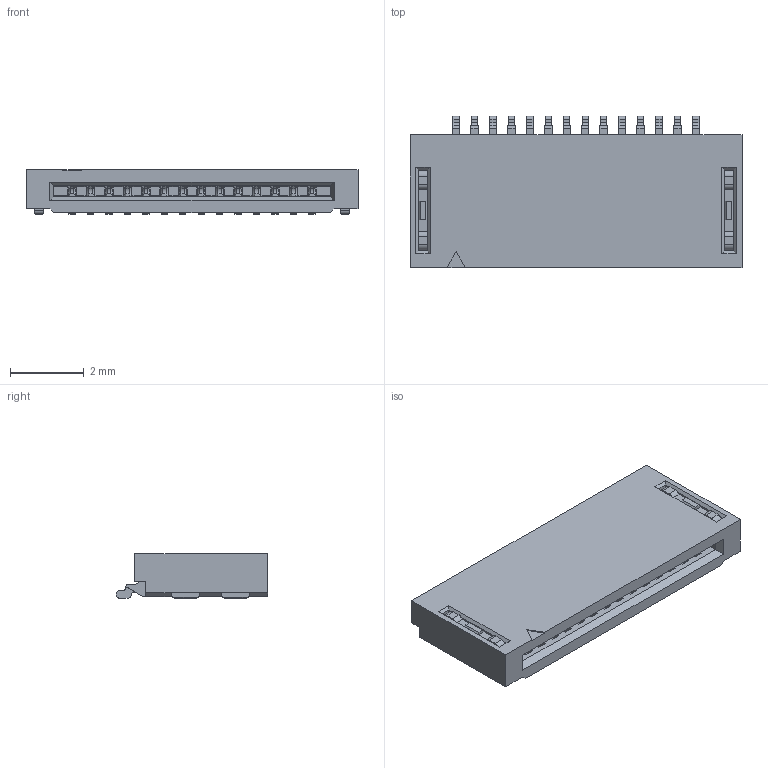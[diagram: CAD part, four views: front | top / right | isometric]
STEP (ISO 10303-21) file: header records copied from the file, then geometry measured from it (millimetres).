
FILE_DESCRIPTION(/* description */ ('Unknown'),/* implementation_level */ '2;1');
FILE_NAME(/* name */ '687114188722',/* time_stamp */ '2023-03-28T09:47:48+02:00',/* author */ ('Unknown'),/* organization */ ('Unknown'),/* preprocessor_version */ 'ST-DEVELOPER v18.102',/* originating_system */ 'Solid Edge',/* authorisation */ 'Unknown');
FILE_SCHEMA (('AUTOMOTIVE_DESIGN {1 0 10303 214 3 1 1}'));
Length unit declared in the file: millimetre
Products named in the file (5): 6871xx188722; 687114188722; 6871xx188722_Pin; 6871xx188722_Pin2; 6871xx188722_Pad
Assembly tree (17 placements, depth 2):
  6871xx188722
    687114188722
    6871xx188722_Pin  x7
    6871xx188722_Pin2  x7
    6871xx188722_Pad  x2
Bounding box: 9 x 4.1 x 1.2 mm (x, y, z)
Volume: 28 mm3; surface area: 285.7 mm2
Topology: 17 solids, 17 shells, 1286 faces, 3411 edges, 2130 vertices
Faces by surface type: plane 800, cylinder 290, cone 196
Entity records: 15138 total; most frequent: CARTESIAN_POINT 2509, ORIENTED_EDGE 2502, DIRECTION 2305, EDGE_CURVE 1251, LINE 1061, VECTOR 1061, VERTEX_POINT 810, AXIS2_PLACEMENT_3D 622
